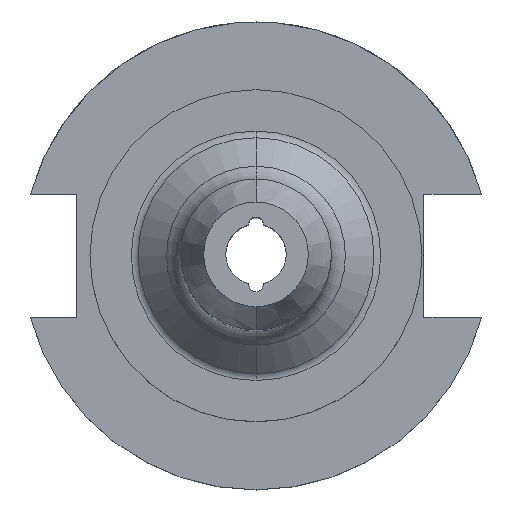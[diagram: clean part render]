
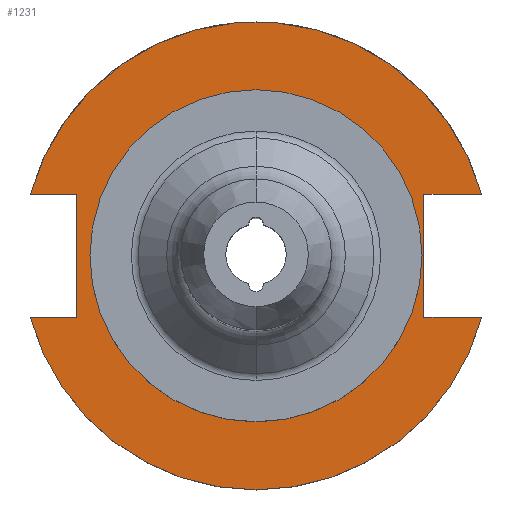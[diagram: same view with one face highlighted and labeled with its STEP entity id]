
A CAD part, top view. The second image highlights one B-rep face of the part: STEP entity #1231.
In plain terms, the highlighted planar face has unit normal (0, 0, 1).
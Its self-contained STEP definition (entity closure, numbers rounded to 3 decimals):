
#16 = DIRECTION ( 'NONE',  ( 0., -1., 0. ) ) ;
#24 = CIRCLE ( 'NONE', #1572, 49.212 ) ;
#28 = VECTOR ( 'NONE', #455, 1000. ) ;
#45 = VERTEX_POINT ( 'NONE', #249 ) ;
#65 = DIRECTION ( 'NONE',  ( 0., -1., 0. ) ) ;
#68 = AXIS2_PLACEMENT_3D ( 'NONE', #378, #1539, #552 ) ;
#84 = AXIS2_PLACEMENT_3D ( 'NONE', #1273, #461, #1602 ) ;
#89 = CARTESIAN_POINT ( 'NONE',  ( -63.719, 12.954, 19.05 ) ) ;
#99 = CIRCLE ( 'NONE', #68, 34.925 ) ;
#152 = DIRECTION ( 'NONE',  ( 0., -1., 0. ) ) ;
#164 = EDGE_CURVE ( 'NONE', #1774, #1764, #24, .T. ) ;
#167 = CARTESIAN_POINT ( 'NONE',  ( -37.719, 12.954, 19.05 ) ) ;
#174 = CARTESIAN_POINT ( 'NONE',  ( -47.477, -12.954, 19.05 ) ) ;
#177 = FACE_BOUND ( 'NONE', #509, .T. ) ;
#193 = ORIENTED_EDGE ( 'NONE', *, *, #1743, .F. ) ;
#224 = CARTESIAN_POINT ( 'NONE',  ( 35.306, 12.954, 19.05 ) ) ;
#249 = CARTESIAN_POINT ( 'NONE',  ( 47.477, -12.954, 19.05 ) ) ;
#268 = ORIENTED_EDGE ( 'NONE', *, *, #2050, .F. ) ;
#280 = CARTESIAN_POINT ( 'NONE',  ( -37.719, -12.954, 19.05 ) ) ;
#292 = CARTESIAN_POINT ( 'NONE',  ( -63.719, -12.954, 19.05 ) ) ;
#302 = CARTESIAN_POINT ( 'NONE',  ( 35.306, -12.954, 19.05 ) ) ;
#313 = EDGE_CURVE ( 'NONE', #1764, #45, #1031, .T. ) ;
#378 = CARTESIAN_POINT ( 'NONE',  ( 0., 0., 19.05 ) ) ;
#427 = ORIENTED_EDGE ( 'NONE', *, *, #518, .F. ) ;
#455 = DIRECTION ( 'NONE',  ( 1., 0., 0. ) ) ;
#456 = ORIENTED_EDGE ( 'NONE', *, *, #313, .T. ) ;
#457 = CARTESIAN_POINT ( 'NONE',  ( 35.306, 12.954, 19.05 ) ) ;
#461 = DIRECTION ( 'NONE',  ( 0., 0., 1. ) ) ;
#467 = ORIENTED_EDGE ( 'NONE', *, *, #900, .T. ) ;
#498 = VERTEX_POINT ( 'NONE', #962 ) ;
#509 = EDGE_LOOP ( 'NONE', ( #625, #1670 ) ) ;
#518 = EDGE_CURVE ( 'NONE', #1480, #498, #704, .T. ) ;
#552 = DIRECTION ( 'NONE',  ( 0., -1., 0. ) ) ;
#577 = EDGE_LOOP ( 'NONE', ( #1978, #456, #193, #427, #1645, #467, #1718, #1814, #268 ) ) ;
#590 = CARTESIAN_POINT ( 'NONE',  ( 47.477, 12.954, 19.05 ) ) ;
#612 = PLANE ( 'NONE',  #84 ) ;
#614 = DIRECTION ( 'NONE',  ( -1., 0., 0. ) ) ;
#625 = ORIENTED_EDGE ( 'NONE', *, *, #1506, .F. ) ;
#626 = CARTESIAN_POINT ( 'NONE',  ( 0., -49.212, 19.05 ) ) ;
#675 = CARTESIAN_POINT ( 'NONE',  ( -37.719, 12.954, 19.05 ) ) ;
#704 = LINE ( 'NONE', #919, #1990 ) ;
#763 = LINE ( 'NONE', #675, #869 ) ;
#771 = VERTEX_POINT ( 'NONE', #1683 ) ;
#798 = AXIS2_PLACEMENT_3D ( 'NONE', #2016, #1027, #65 ) ;
#824 = VECTOR ( 'NONE', #1456, 1000. ) ;
#866 = LINE ( 'NONE', #292, #28 ) ;
#869 = VECTOR ( 'NONE', #1513, 1000. ) ;
#881 = DIRECTION ( 'NONE',  ( 0., 0., 1. ) ) ;
#900 = EDGE_CURVE ( 'NONE', #1996, #2118, #963, .T. ) ;
#919 = CARTESIAN_POINT ( 'NONE',  ( 35.306, 12.954, 19.05 ) ) ;
#962 = CARTESIAN_POINT ( 'NONE',  ( 35.306, -12.954, 19.05 ) ) ;
#963 = CIRCLE ( 'NONE', #798, 49.212 ) ;
#987 = DIRECTION ( 'NONE',  ( 0., 0., 1. ) ) ;
#1026 = FACE_OUTER_BOUND ( 'NONE', #577, .T. ) ;
#1027 = DIRECTION ( 'NONE',  ( 0., 0., 1. ) ) ;
#1031 = CIRCLE ( 'NONE', #1783, 49.212 ) ;
#1075 = CIRCLE ( 'NONE', #1875, 34.925 ) ;
#1107 = DIRECTION ( 'NONE',  ( 0., 0., 1. ) ) ;
#1162 = EDGE_CURVE ( 'NONE', #1333, #2088, #763, .T. ) ;
#1222 = EDGE_CURVE ( 'NONE', #771, #1300, #1075, .T. ) ;
#1231 = ADVANCED_FACE ( 'NONE', ( #177, #1026 ), #612, .T. ) ;
#1273 = CARTESIAN_POINT ( 'NONE',  ( 0., 49.212, 19.05 ) ) ;
#1300 = VERTEX_POINT ( 'NONE', #2079 ) ;
#1333 = VERTEX_POINT ( 'NONE', #280 ) ;
#1395 = EDGE_CURVE ( 'NONE', #1996, #1480, #2027, .T. ) ;
#1456 = DIRECTION ( 'NONE',  ( 1., 0., 0. ) ) ;
#1480 = VERTEX_POINT ( 'NONE', #224 ) ;
#1506 = EDGE_CURVE ( 'NONE', #1300, #771, #99, .T. ) ;
#1513 = DIRECTION ( 'NONE',  ( 0., 1., 0. ) ) ;
#1539 = DIRECTION ( 'NONE',  ( 0., 0., 1. ) ) ;
#1572 = AXIS2_PLACEMENT_3D ( 'NONE', #1980, #987, #16 ) ;
#1591 = VECTOR ( 'NONE', #614, 1000. ) ;
#1602 = DIRECTION ( 'NONE',  ( 0., -1., 0. ) ) ;
#1645 = ORIENTED_EDGE ( 'NONE', *, *, #1395, .F. ) ;
#1659 = LINE ( 'NONE', #302, #824 ) ;
#1670 = ORIENTED_EDGE ( 'NONE', *, *, #1222, .F. ) ;
#1681 = EDGE_CURVE ( 'NONE', #2088, #2118, #1778, .T. ) ;
#1683 = CARTESIAN_POINT ( 'NONE',  ( 0., 34.925, 19.05 ) ) ;
#1713 = VECTOR ( 'NONE', #1884, 1000. ) ;
#1718 = ORIENTED_EDGE ( 'NONE', *, *, #1681, .F. ) ;
#1743 = EDGE_CURVE ( 'NONE', #498, #45, #1659, .T. ) ;
#1764 = VERTEX_POINT ( 'NONE', #626 ) ;
#1774 = VERTEX_POINT ( 'NONE', #174 ) ;
#1778 = LINE ( 'NONE', #89, #1713 ) ;
#1783 = AXIS2_PLACEMENT_3D ( 'NONE', #1890, #881, #2042 ) ;
#1814 = ORIENTED_EDGE ( 'NONE', *, *, #1162, .F. ) ;
#1875 = AXIS2_PLACEMENT_3D ( 'NONE', #2093, #1107, #152 ) ;
#1884 = DIRECTION ( 'NONE',  ( -1., 0., 0. ) ) ;
#1890 = CARTESIAN_POINT ( 'NONE',  ( 0., 0., 19.05 ) ) ;
#1961 = CARTESIAN_POINT ( 'NONE',  ( -47.477, 12.954, 19.05 ) ) ;
#1978 = ORIENTED_EDGE ( 'NONE', *, *, #164, .T. ) ;
#1980 = CARTESIAN_POINT ( 'NONE',  ( 0., 0., 19.05 ) ) ;
#1990 = VECTOR ( 'NONE', #2117, 1000. ) ;
#1996 = VERTEX_POINT ( 'NONE', #590 ) ;
#2016 = CARTESIAN_POINT ( 'NONE',  ( 0., 0., 19.05 ) ) ;
#2027 = LINE ( 'NONE', #457, #1591 ) ;
#2042 = DIRECTION ( 'NONE',  ( 0., -1., 0. ) ) ;
#2050 = EDGE_CURVE ( 'NONE', #1774, #1333, #866, .T. ) ;
#2079 = CARTESIAN_POINT ( 'NONE',  ( 0., -34.925, 19.05 ) ) ;
#2088 = VERTEX_POINT ( 'NONE', #167 ) ;
#2093 = CARTESIAN_POINT ( 'NONE',  ( 0., 0., 19.05 ) ) ;
#2117 = DIRECTION ( 'NONE',  ( 0., -1., 0. ) ) ;
#2118 = VERTEX_POINT ( 'NONE', #1961 ) ;
